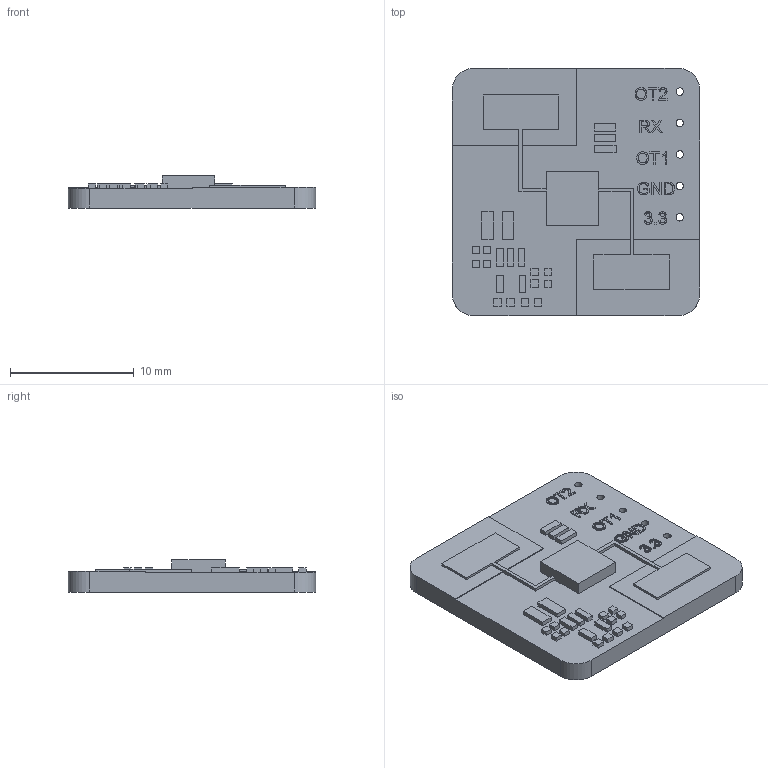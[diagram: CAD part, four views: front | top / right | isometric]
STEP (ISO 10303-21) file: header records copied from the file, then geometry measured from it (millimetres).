
FILE_DESCRIPTION (( 'STEP AP214' ), '1' );
FILE_NAME ('rd-03.STEP', '2023-06-18T17:18:32', ( '' ), ( '' ), 'SwSTEP 2.0', 'SolidWorks 2021', '' );
FILE_SCHEMA (( 'AUTOMOTIVE_DESIGN' ));
Length unit declared in the file: millimetre
Products named in the file (1): rd-03
Bounding box: 20 x 20 x 2.6 mm (x, y, z)
Volume: 673.4 mm3; surface area: 997.6 mm2
Topology: 1 solids, 1 shells, 339 faces, 891 edges, 594 vertices
Faces by surface type: plane 251, bspline 74, cylinder 14
Entity records: 17422 total; most frequent: CARTESIAN_POINT 6939, ORIENTED_EDGE 1782, DIRECTION 1303, EDGE_CURVE 891, VECTOR 715, LINE 715, VERTEX_POINT 594, EDGE_LOOP 389
